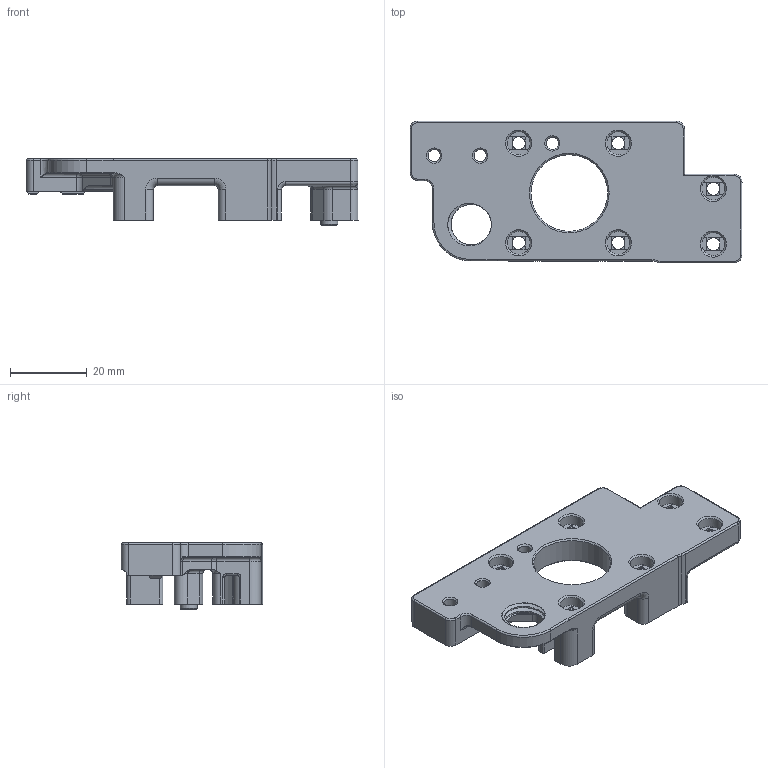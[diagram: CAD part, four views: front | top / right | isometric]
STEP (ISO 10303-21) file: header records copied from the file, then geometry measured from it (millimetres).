
FILE_DESCRIPTION(/* description */ (''),/* implementation_level */ '2;1');
FILE_NAME(/* name */ 'A_Drive_B_x1.step',/* time_stamp */ '2025-12-31T11:36:46-05:00',/* author */ (''),/* organization */ (''),/* preprocessor_version */ 'ST-DEVELOPER v20.1',/* originating_system */ 'Autodesk Translation Framework v14.21.0.0',/* authorisation */ '');
FILE_SCHEMA (('AUTOMOTIVE_DESIGN { 1 0 10303 214 3 1 1 }'));
Length unit declared in the file: millimetre
Products named in the file (1): A_Drive
Bounding box: 86.67 x 36.95 x 17.3 mm (x, y, z)
Volume: 18777.8 mm3; surface area: 9775.9 mm2
Topology: 1 solids, 1 shells, 362 faces, 924 edges, 557 vertices
Faces by surface type: plane 132, cylinder 125, torus 55, bspline 26, cone 18, sphere 6
Full cylindrical faces by diameter (mm): 3.2 x3, 3.4 x6, 4.4 x1, 6 x6, 10.526 x1, 12.203 x1, 20 x1
Entity records: 13370 total; most frequent: CARTESIAN_POINT 4541, DIRECTION 1905, ORIENTED_EDGE 1834, EDGE_CURVE 917, AXIS2_PLACEMENT_3D 730, VERTEX_POINT 557, LINE 445, VECTOR 445
